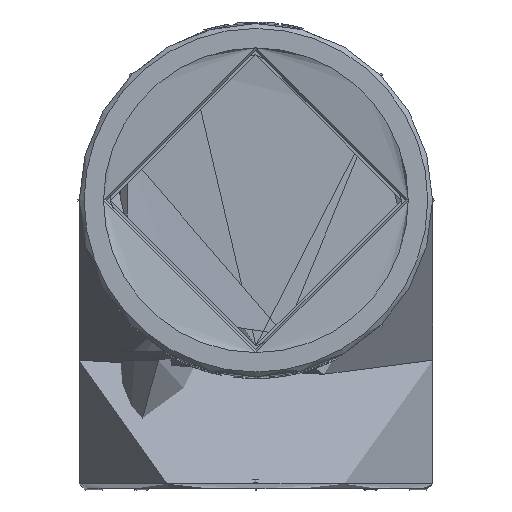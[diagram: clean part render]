
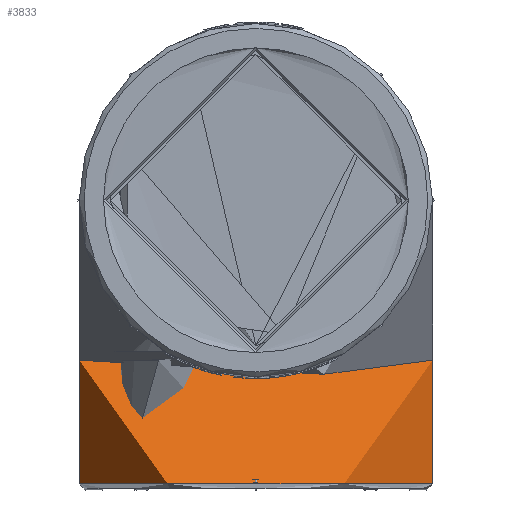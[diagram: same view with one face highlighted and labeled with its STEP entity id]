
A CAD part, front view. The second image highlights one B-rep face of the part: STEP entity #3833.
In plain terms, the highlighted cylindrical face has radius 29 mm (diameter 58 mm), a full revolution.
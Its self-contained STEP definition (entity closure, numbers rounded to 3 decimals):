
#3833=ADVANCED_FACE('',(#6004,#6005),#5731,.T.);
#5731=CYLINDRICAL_SURFACE('',#36863,29.);
#5880=B_SPLINE_CURVE_WITH_KNOTS('',3,(#57456,#57457,#57458,#57459,#57460,
#57461,#57462,#57463,#57464,#57465,#57466,#57467,#57468,#57469,#57470,#57471,
#57472,#57473,#57474,#57475,#57476,#57477,#57478,#57479,#57480,#57481,#57482,
#57483,#57484,#57485,#57486,#57487,#57488,#57489,#57490,#57491,#57492,#57493,
#57494,#57495,#57496,#57497,#57498,#57499,#57500,#57501,#57502,#57503,#57504,
#57505,#57506,#57507,#57508),.UNSPECIFIED.,.F.,.F.,(4,2,2,2,2,2,2,2,2,2,
2,2,2,2,2,2,2,2,2,2,2,2,2,1,2,2,4),(0.,0.063,0.094,
0.109,0.117,0.121,0.125,
0.188,0.219,0.234,0.242,
0.25,0.375,0.5,0.625,
0.688,0.719,0.734,0.742,
0.75,0.813,0.844,0.859,
0.867,0.871,0.875,1.),.UNSPECIFIED.);
#6004=FACE_BOUND('',#6134,.T.);
#6005=FACE_BOUND('',#6135,.T.);
#6134=EDGE_LOOP('',(#16538));
#6135=EDGE_LOOP('',(#16539,#16540));
#16538=ORIENTED_EDGE('',*,*,#31160,.F.);
#16539=ORIENTED_EDGE('',*,*,#31221,.T.);
#16540=ORIENTED_EDGE('',*,*,#31223,.T.);
#27449=VERTEX_POINT('',#52149);
#27492=VERTEX_POINT('',#57455);
#27493=VERTEX_POINT('',#57509);
#31160=EDGE_CURVE('',#27449,#27449,#35478,.T.);
#31221=EDGE_CURVE('',#27493,#27492,#5880,.T.);
#31223=EDGE_CURVE('',#27492,#27493,#35501,.T.);
#35478=CIRCLE('',#36817,29.);
#35501=CIRCLE('',#36861,29.);
#36817=AXIS2_PLACEMENT_3D('',#52148,#41875,#41876);
#36861=AXIS2_PLACEMENT_3D('',#58114,#41967,#41968);
#36863=AXIS2_PLACEMENT_3D('',#58212,#41971,#41972);
#41875=DIRECTION('',(0.,0.,-1.));
#41876=DIRECTION('',(1.,0.,0.));
#41967=DIRECTION('',(0.,0.,-1.));
#41968=DIRECTION('',(1.,0.,0.));
#41971=DIRECTION('',(0.,0.,1.));
#41972=DIRECTION('',(-1.,0.,0.));
#52148=CARTESIAN_POINT('',(0.,19.095,-560.176));
#52149=CARTESIAN_POINT('',(29.,19.095,-560.176));
#57455=CARTESIAN_POINT('',(-29.,19.095,-539.9));
#57456=CARTESIAN_POINT('',(29.,19.095,-539.9));
#57457=CARTESIAN_POINT('',(29.,16.585,-540.311));
#57458=CARTESIAN_POINT('',(28.679,14.395,-540.668));
#57459=CARTESIAN_POINT('',(28.041,11.638,-541.121));
#57460=CARTESIAN_POINT('',(27.801,10.805,-541.258));
#57461=CARTESIAN_POINT('',(27.433,9.683,-541.443));
#57462=CARTESIAN_POINT('',(27.309,9.329,-541.501));
#57463=CARTESIAN_POINT('',(27.123,8.83,-541.583));
#57464=CARTESIAN_POINT('',(27.062,8.669,-541.61));
#57465=CARTESIAN_POINT('',(26.97,8.435,-541.648));
#57466=CARTESIAN_POINT('',(26.939,8.358,-541.661));
#57467=CARTESIAN_POINT('',(26.879,8.207,-541.686));
#57468=CARTESIAN_POINT('',(26.868,8.18,-541.69));
#57469=CARTESIAN_POINT('',(26.027,6.136,-542.026));
#57470=CARTESIAN_POINT('',(25.065,4.386,-542.312));
#57471=CARTESIAN_POINT('',(23.471,2.035,-542.698));
#57472=CARTESIAN_POINT('',(22.914,1.297,-542.819));
#57473=CARTESIAN_POINT('',(22.054,0.257,-542.99));
#57474=CARTESIAN_POINT('',(21.762,-0.078,-543.045));
#57475=CARTESIAN_POINT('',(21.32,-0.565,-543.125));
#57476=CARTESIAN_POINT('',(21.172,-0.724,-543.151));
#57477=CARTESIAN_POINT('',(20.874,-1.038,-543.203));
#57478=CARTESIAN_POINT('',(20.751,-1.165,-543.224));
#57479=CARTESIAN_POINT('',(17.739,-4.197,-543.721));
#57480=CARTESIAN_POINT('',(14.385,-6.373,-544.072));
#57481=CARTESIAN_POINT('',(7.315,-9.226,-544.541));
#57482=CARTESIAN_POINT('',(3.601,-9.905,-544.658));
#57483=CARTESIAN_POINT('',(-3.601,-9.905,-544.658));
#57484=CARTESIAN_POINT('',(-7.314,-9.226,-544.541));
#57485=CARTESIAN_POINT('',(-12.617,-7.086,-544.189));
#57486=CARTESIAN_POINT('',(-14.339,-6.188,-544.043));
#57487=CARTESIAN_POINT('',(-16.792,-4.57,-543.78));
#57488=CARTESIAN_POINT('',(-17.587,-3.985,-543.685));
#57489=CARTESIAN_POINT('',(-18.74,-3.043,-543.531));
#57490=CARTESIAN_POINT('',(-19.117,-2.718,-543.478));
#57491=CARTESIAN_POINT('',(-19.672,-2.214,-543.396));
#57492=CARTESIAN_POINT('',(-19.855,-2.044,-543.368));
#57493=CARTESIAN_POINT('',(-20.218,-1.698,-543.311));
#57494=CARTESIAN_POINT('',(-20.424,-1.495,-543.278));
#57495=CARTESIAN_POINT('',(-21.777,-0.133,-543.054));
#57496=CARTESIAN_POINT('',(-22.939,1.252,-542.826));
#57497=CARTESIAN_POINT('',(-24.533,3.602,-542.441));
#57498=CARTESIAN_POINT('',(-25.039,4.431,-542.305));
#57499=CARTESIAN_POINT('',(-25.748,5.742,-542.09));
#57500=CARTESIAN_POINT('',(-25.976,6.19,-542.017));
#57501=CARTESIAN_POINT('',(-26.303,6.879,-541.904));
#57502=CARTESIAN_POINT('',(-26.463,7.227,-541.847));
#57503=CARTESIAN_POINT('',(-26.617,7.582,-541.788));
#57504=CARTESIAN_POINT('',(-26.719,7.82,-541.749));
#57505=CARTESIAN_POINT('',(-26.788,7.986,-541.722));
#57506=CARTESIAN_POINT('',(-27.78,10.397,-541.327));
#57507=CARTESIAN_POINT('',(-29.,14.076,-540.723));
#57508=CARTESIAN_POINT('',(-29.,19.095,-539.9));
#57509=CARTESIAN_POINT('',(29.,19.095,-539.9));
#58114=CARTESIAN_POINT('',(0.,19.095,-539.9));
#58212=CARTESIAN_POINT('',(0.,19.095,-541.355));
